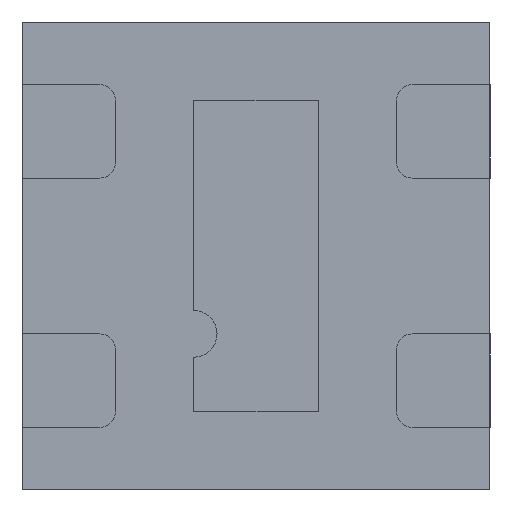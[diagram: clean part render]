
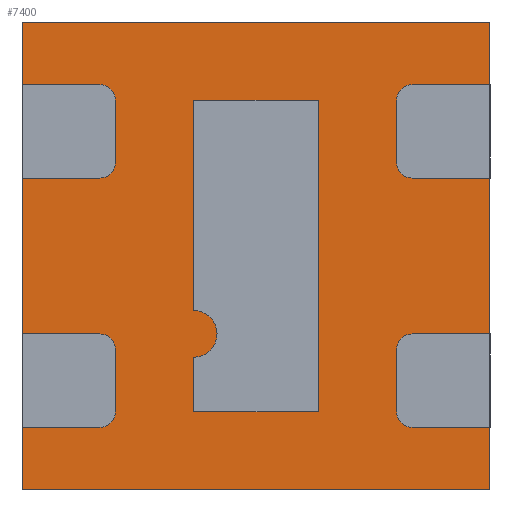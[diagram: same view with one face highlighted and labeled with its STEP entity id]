
A CAD part, front view. The second image highlights one B-rep face of the part: STEP entity #7400.
In plain terms, the highlighted planar face has unit normal (0, -1, 0).
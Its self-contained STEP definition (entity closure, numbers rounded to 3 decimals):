
#287 = VECTOR ( 'NONE', #1898, 1000. ) ;
#762 = DIRECTION ( 'NONE',  ( 1., 0., 0. ) ) ;
#1013 = DIRECTION ( 'NONE',  ( 0., 0., -1. ) ) ;
#1561 = LINE ( 'NONE', #4566, #10020 ) ;
#1812 = VERTEX_POINT ( 'NONE', #3668 ) ;
#1898 = DIRECTION ( 'NONE',  ( 0., 0., 1. ) ) ;
#2193 = CARTESIAN_POINT ( 'NONE',  ( 0.75, 0., -0.75 ) ) ;
#2408 = ORIENTED_EDGE ( 'NONE', *, *, #8957, .T. ) ;
#2734 = PLANE ( 'NONE',  #7357 ) ;
#2817 = CARTESIAN_POINT ( 'NONE',  ( -0.75, 0., -0.75 ) ) ;
#2839 = CARTESIAN_POINT ( 'NONE',  ( -0.75, 0., 0.75 ) ) ;
#3049 = CARTESIAN_POINT ( 'NONE',  ( -0.75, 0., 0.75 ) ) ;
#3668 = CARTESIAN_POINT ( 'NONE',  ( 0.75, 0., 0.75 ) ) ;
#4057 = ORIENTED_EDGE ( 'NONE', *, *, #5275, .T. ) ;
#4566 = CARTESIAN_POINT ( 'NONE',  ( -0.75, 0., -0.75 ) ) ;
#4692 = DIRECTION ( 'NONE',  ( 0., -1., 0. ) ) ;
#4746 = LINE ( 'NONE', #2839, #12222 ) ;
#4948 = CARTESIAN_POINT ( 'NONE',  ( 0.75, 0., -0.75 ) ) ;
#5229 = ORIENTED_EDGE ( 'NONE', *, *, #9302, .F. ) ;
#5275 = EDGE_CURVE ( 'NONE', #8328, #1812, #10675, .T. ) ;
#5363 = ORIENTED_EDGE ( 'NONE', *, *, #8138, .F. ) ;
#5831 = CARTESIAN_POINT ( 'NONE',  ( 0., 0., 0. ) ) ;
#5961 = DIRECTION ( 'NONE',  ( 0., 0., 1. ) ) ;
#6005 = EDGE_LOOP ( 'NONE', ( #2408, #4057, #5363, #5229 ) ) ;
#7357 = AXIS2_PLACEMENT_3D ( 'NONE', #5831, #4692, #1013 ) ;
#7400 = ADVANCED_FACE ( 'NONE', ( #11419 ), #2734, .T. ) ;
#7903 = VERTEX_POINT ( 'NONE', #3049 ) ;
#8138 = EDGE_CURVE ( 'NONE', #7903, #1812, #4746, .T. ) ;
#8328 = VERTEX_POINT ( 'NONE', #2193 ) ;
#8957 = EDGE_CURVE ( 'NONE', #10803, #8328, #1561, .T. ) ;
#9302 = EDGE_CURVE ( 'NONE', #10803, #7903, #9327, .T. ) ;
#9327 = LINE ( 'NONE', #2817, #287 ) ;
#10020 = VECTOR ( 'NONE', #11962, 1000. ) ;
#10675 = LINE ( 'NONE', #4948, #10858 ) ;
#10803 = VERTEX_POINT ( 'NONE', #10885 ) ;
#10858 = VECTOR ( 'NONE', #5961, 1000. ) ;
#10885 = CARTESIAN_POINT ( 'NONE',  ( -0.75, 0., -0.75 ) ) ;
#11419 = FACE_OUTER_BOUND ( 'NONE', #6005, .T. ) ;
#11962 = DIRECTION ( 'NONE',  ( 1., 0., 0. ) ) ;
#12222 = VECTOR ( 'NONE', #762, 1000. ) ;
